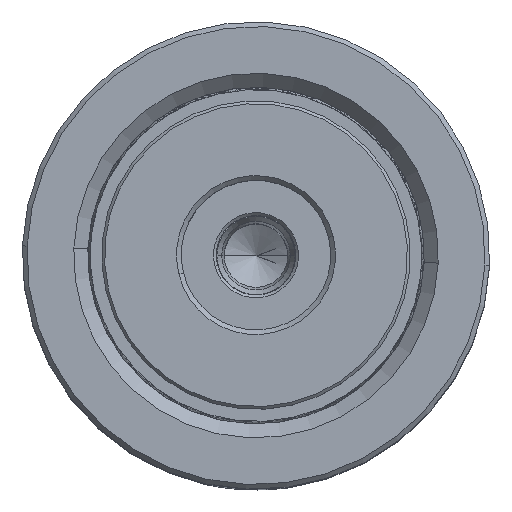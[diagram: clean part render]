
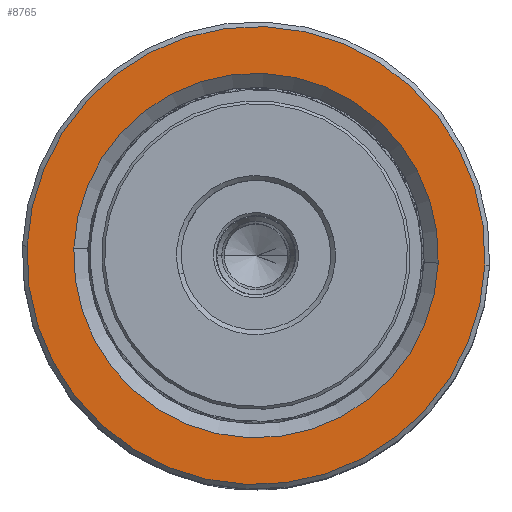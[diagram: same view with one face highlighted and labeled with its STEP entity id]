
A CAD part, top view. The second image highlights one B-rep face of the part: STEP entity #8765.
In plain terms, the highlighted planar face has unit normal (0, 0, 1).
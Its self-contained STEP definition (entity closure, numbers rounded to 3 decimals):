
#1432 = CARTESIAN_POINT ( 'NONE',  ( 0., 0., 50. ) ) ;
#1510 = AXIS2_PLACEMENT_3D ( 'NONE', #7232, #16475, #4219 ) ;
#3062 = VERTEX_POINT ( 'NONE', #14854 ) ;
#3728 = DIRECTION ( 'NONE',  ( 0., 0., -1. ) ) ;
#4219 = DIRECTION ( 'NONE',  ( 1., 0., 0. ) ) ;
#4538 = CARTESIAN_POINT ( 'NONE',  ( -19.5, 0., 50. ) ) ;
#4644 = DIRECTION ( 'NONE',  ( 1., 0., 0. ) ) ;
#4695 = CIRCLE ( 'NONE', #27103, 19.5 ) ;
#5063 = CIRCLE ( 'NONE', #18953, 24.5 ) ;
#5675 = CARTESIAN_POINT ( 'NONE',  ( 0., 0., 50. ) ) ;
#7232 = CARTESIAN_POINT ( 'NONE',  ( 0., 0., 50. ) ) ;
#8738 = VERTEX_POINT ( 'NONE', #10271 ) ;
#8765 = ADVANCED_FACE ( 'NONE', ( #34141, #31123 ), #22492, .T. ) ;
#9207 = EDGE_CURVE ( 'NONE', #8738, #27501, #4695, .T. ) ;
#10179 = DIRECTION ( 'NONE',  ( 1., 0., 0. ) ) ;
#10271 = CARTESIAN_POINT ( 'NONE',  ( 19.5, 0., 50. ) ) ;
#10728 = CARTESIAN_POINT ( 'NONE',  ( -24.5, 0., 50. ) ) ;
#11296 = EDGE_LOOP ( 'NONE', ( #36175, #24013 ) ) ;
#11709 = DIRECTION ( 'NONE',  ( 1., 0., 0. ) ) ;
#13941 = EDGE_CURVE ( 'NONE', #27501, #8738, #25734, .T. ) ;
#14107 = VERTEX_POINT ( 'NONE', #10728 ) ;
#14230 = EDGE_CURVE ( 'NONE', #14107, #3062, #23810, .T. ) ;
#14377 = DIRECTION ( 'NONE',  ( 1., 0., 0. ) ) ;
#14854 = CARTESIAN_POINT ( 'NONE',  ( 24.5, 0., 50. ) ) ;
#16475 = DIRECTION ( 'NONE',  ( 0., 0., 1. ) ) ;
#18953 = AXIS2_PLACEMENT_3D ( 'NONE', #1432, #38173, #4644 ) ;
#19087 = EDGE_CURVE ( 'NONE', #3062, #14107, #5063, .T. ) ;
#19622 = EDGE_LOOP ( 'NONE', ( #33433, #32781 ) ) ;
#22492 = PLANE ( 'NONE',  #1510 ) ;
#23810 = CIRCLE ( 'NONE', #36644, 24.5 ) ;
#23989 = DIRECTION ( 'NONE',  ( 0., 0., -1. ) ) ;
#24013 = ORIENTED_EDGE ( 'NONE', *, *, #19087, .T. ) ;
#25734 = CIRCLE ( 'NONE', #30837, 19.5 ) ;
#27103 = AXIS2_PLACEMENT_3D ( 'NONE', #31638, #3728, #10179 ) ;
#27501 = VERTEX_POINT ( 'NONE', #4538 ) ;
#29634 = CARTESIAN_POINT ( 'NONE',  ( 0., 0., 50. ) ) ;
#30837 = AXIS2_PLACEMENT_3D ( 'NONE', #29634, #23989, #14377 ) ;
#31123 = FACE_BOUND ( 'NONE', #19622, .T. ) ;
#31638 = CARTESIAN_POINT ( 'NONE',  ( 0., 0., 50. ) ) ;
#32781 = ORIENTED_EDGE ( 'NONE', *, *, #13941, .T. ) ;
#32982 = DIRECTION ( 'NONE',  ( 0., 0., 1. ) ) ;
#33433 = ORIENTED_EDGE ( 'NONE', *, *, #9207, .T. ) ;
#34141 = FACE_OUTER_BOUND ( 'NONE', #11296, .T. ) ;
#36175 = ORIENTED_EDGE ( 'NONE', *, *, #14230, .T. ) ;
#36644 = AXIS2_PLACEMENT_3D ( 'NONE', #5675, #32982, #11709 ) ;
#38173 = DIRECTION ( 'NONE',  ( 0., 0., 1. ) ) ;
